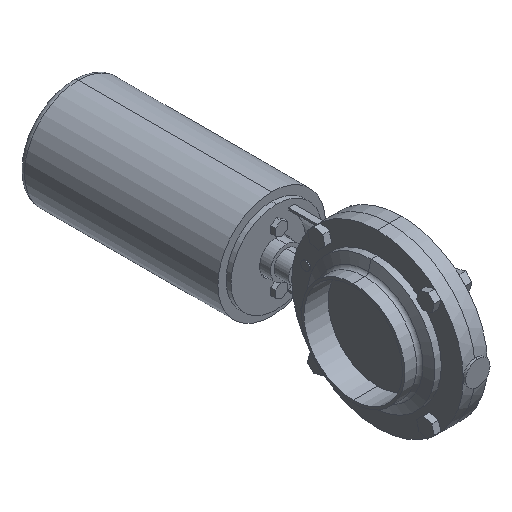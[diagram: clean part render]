
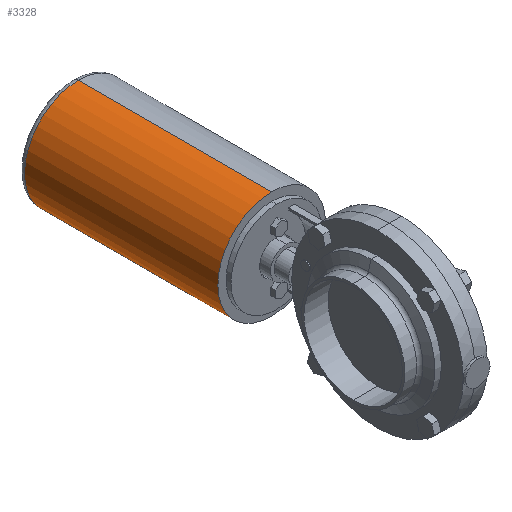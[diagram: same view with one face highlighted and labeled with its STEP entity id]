
A CAD part, isometric view. The second image highlights one B-rep face of the part: STEP entity #3328.
In plain terms, the highlighted cylindrical face has radius 44.25 mm (diameter 88.5 mm), a partial arc.
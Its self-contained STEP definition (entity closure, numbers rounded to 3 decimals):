
#383 = EDGE_CURVE ( 'NONE', #5126, #1119, #1388, .T. ) ;
#401 = CIRCLE ( 'NONE', #1167, 44.25 ) ;
#456 = LINE ( 'NONE', #4231, #3047 ) ;
#594 = ORIENTED_EDGE ( 'NONE', *, *, #1456, .T. ) ;
#628 = EDGE_CURVE ( 'NONE', #1236, #5126, #3971, .T. ) ;
#1025 = DIRECTION ( 'NONE',  ( 0., -1., 0. ) ) ;
#1119 = VERTEX_POINT ( 'NONE', #4773 ) ;
#1167 = AXIS2_PLACEMENT_3D ( 'NONE', #2824, #2310, #3918 ) ;
#1236 = VERTEX_POINT ( 'NONE', #1262 ) ;
#1262 = CARTESIAN_POINT ( 'NONE',  ( 0., 159., 44.25 ) ) ;
#1275 = ORIENTED_EDGE ( 'NONE', *, *, #4561, .F. ) ;
#1388 = LINE ( 'NONE', #4066, #4473 ) ;
#1456 = EDGE_CURVE ( 'NONE', #1119, #4661, #401, .T. ) ;
#1874 = CARTESIAN_POINT ( 'NONE',  ( 0., 0., 44.25 ) ) ;
#2218 = DIRECTION ( 'NONE',  ( 0., -1., 0. ) ) ;
#2279 = CARTESIAN_POINT ( 'NONE',  ( 0., 159., -44.25 ) ) ;
#2310 = DIRECTION ( 'NONE',  ( 0., 1., 0. ) ) ;
#2466 = DIRECTION ( 'NONE',  ( 0., -1., 0. ) ) ;
#2479 = EDGE_LOOP ( 'NONE', ( #1275, #4259, #2631, #594 ) ) ;
#2631 = ORIENTED_EDGE ( 'NONE', *, *, #383, .T. ) ;
#2824 = CARTESIAN_POINT ( 'NONE',  ( 0., 0., 0. ) ) ;
#2859 = DIRECTION ( 'NONE',  ( 0., 0., 1. ) ) ;
#3047 = VECTOR ( 'NONE', #2218, 1000. ) ;
#3328 = ADVANCED_FACE ( 'NONE', ( #4319 ), #4694, .T. ) ;
#3918 = DIRECTION ( 'NONE',  ( 0., 0., 1. ) ) ;
#3971 = CIRCLE ( 'NONE', #4971, 44.25 ) ;
#4066 = CARTESIAN_POINT ( 'NONE',  ( 0., 164., -44.25 ) ) ;
#4069 = CARTESIAN_POINT ( 'NONE',  ( 0., 159., 0. ) ) ;
#4231 = CARTESIAN_POINT ( 'NONE',  ( 0., 164., 44.25 ) ) ;
#4259 = ORIENTED_EDGE ( 'NONE', *, *, #628, .T. ) ;
#4319 = FACE_OUTER_BOUND ( 'NONE', #2479, .T. ) ;
#4473 = VECTOR ( 'NONE', #4797, 1000. ) ;
#4561 = EDGE_CURVE ( 'NONE', #1236, #4661, #456, .T. ) ;
#4661 = VERTEX_POINT ( 'NONE', #1874 ) ;
#4694 = CYLINDRICAL_SURFACE ( 'NONE', #5112, 44.25 ) ;
#4773 = CARTESIAN_POINT ( 'NONE',  ( 0., 0., -44.25 ) ) ;
#4797 = DIRECTION ( 'NONE',  ( 0., -1., 0. ) ) ;
#4971 = AXIS2_PLACEMENT_3D ( 'NONE', #4069, #2466, #2859 ) ;
#5028 = CARTESIAN_POINT ( 'NONE',  ( 0., 164., 0. ) ) ;
#5067 = DIRECTION ( 'NONE',  ( 0., 0., -1. ) ) ;
#5112 = AXIS2_PLACEMENT_3D ( 'NONE', #5028, #1025, #5067 ) ;
#5126 = VERTEX_POINT ( 'NONE', #2279 ) ;
